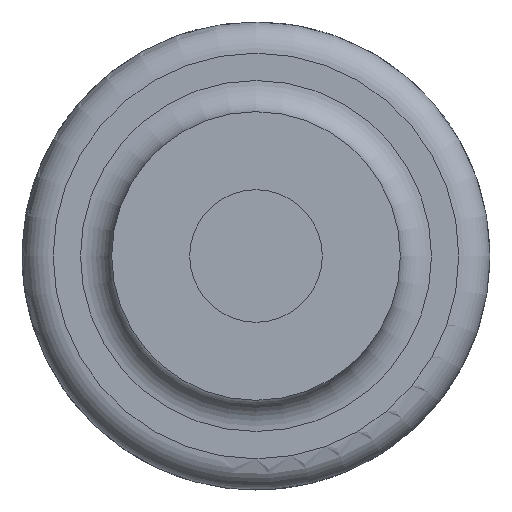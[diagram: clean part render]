
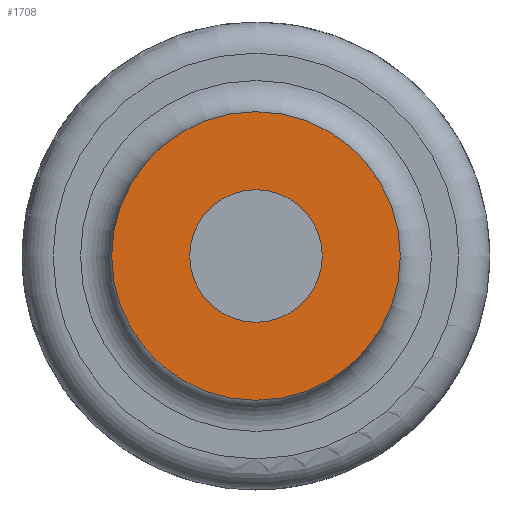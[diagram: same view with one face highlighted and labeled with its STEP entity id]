
A CAD part, front view. The second image highlights one B-rep face of the part: STEP entity #1708.
In plain terms, the highlighted planar face has unit normal (0, -1, 0).
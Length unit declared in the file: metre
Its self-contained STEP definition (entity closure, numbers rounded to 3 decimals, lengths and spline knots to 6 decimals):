
#661=ORIENTED_EDGE('',*,*,#1023,.F.);
#662=ORIENTED_EDGE('',*,*,#1022,.T.);
#1022=EDGE_CURVE('',#1188,#1188,#1346,.T.);
#1023=EDGE_CURVE('',#1189,#1189,#1347,.T.);
#1188=VERTEX_POINT('',#3151);
#1189=VERTEX_POINT('',#3154);
#1346=CIRCLE('',#1971,0.004625);
#1347=CIRCLE('',#1973,0.002125);
#1439=EDGE_LOOP('',(#661));
#1440=EDGE_LOOP('',(#662));
#1562=FACE_BOUND('',#1439,.T.);
#1563=FACE_BOUND('',#1440,.T.);
#1609=PLANE('',#1972);
#1708=ADVANCED_FACE('',(#1562,#1563),#1609,.T.);
#1971=AXIS2_PLACEMENT_3D('',#3150,#2493,#2494);
#1972=AXIS2_PLACEMENT_3D('',#3152,#2495,#2496);
#1973=AXIS2_PLACEMENT_3D('',#3153,#2497,#2498);
#2493=DIRECTION('',(0.,-1.,0.));
#2494=DIRECTION('',(-1.,0.,0.));
#2495=DIRECTION('',(0.,-1.,0.));
#2496=DIRECTION('',(1.,0.,0.));
#2497=DIRECTION('',(0.,-1.,0.));
#2498=DIRECTION('',(-1.,0.,0.));
#3150=CARTESIAN_POINT('',(0.,-0.005,0.));
#3151=CARTESIAN_POINT('',(-0.004625,-0.005,0.));
#3152=CARTESIAN_POINT('',(0.,-0.005,0.));
#3153=CARTESIAN_POINT('',(0.,-0.005,0.));
#3154=CARTESIAN_POINT('',(-0.002125,-0.005,0.));
